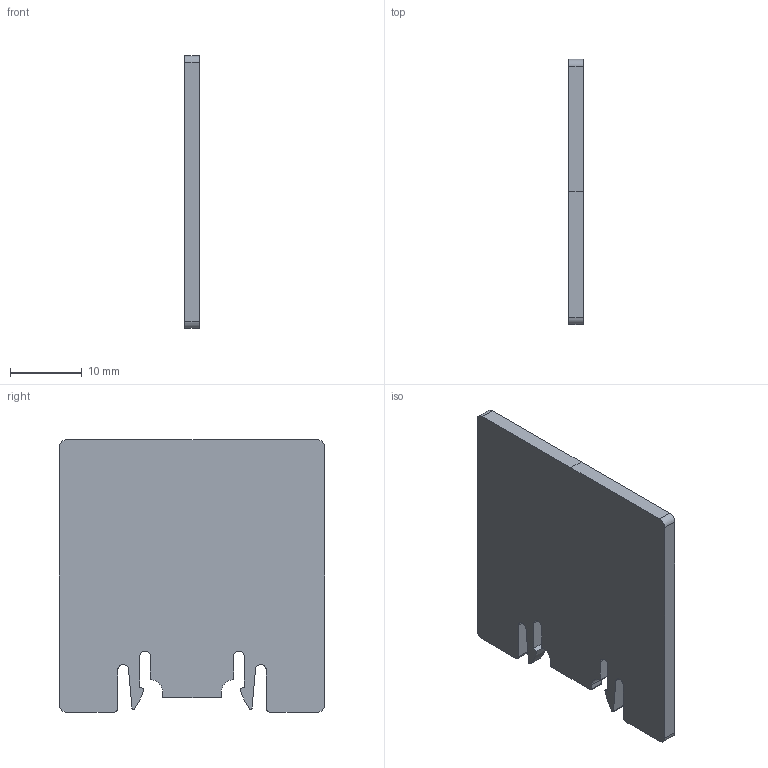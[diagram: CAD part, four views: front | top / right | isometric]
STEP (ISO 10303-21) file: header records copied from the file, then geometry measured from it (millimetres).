
FILE_DESCRIPTION(('CATIA V5R24 STEP','CAx-IF Rec.Pracs.--- Model Styling and Organization---1.2---2011-12-15'),'2;1');
FILE_NAME ('110598-1_1', '2018-08-17T09:01:42+00:00', ('Weidmueller Interface'), ('Weidmueller'), 'CATIA Version 5-6 Release 2014 SP4 HF52', 'CATIA V5 STEP AP214', 'none');
FILE_SCHEMA(('AUTOMOTIVE_DESIGN { 1 0 10303 214 1 1 1 1 }'));
Length unit declared in the file: millimetre
Products named in the file (1): 1190330000
Bounding box: 2 x 37 x 38 mm (x, y, z)
Volume: 2652.6 mm3; surface area: 3047.6 mm2
Topology: 1 solids, 1 shells, 42 faces, 120 edges, 80 vertices
Faces by surface type: plane 22, cylinder 20
Entity records: 1351 total; most frequent: CARTESIAN_POINT 240, ORIENTED_EDGE 240, DIRECTION 198, EDGE_CURVE 120, AXIS2_PLACEMENT_3D 80, VECTOR 80, LINE 80, VERTEX_POINT 80
